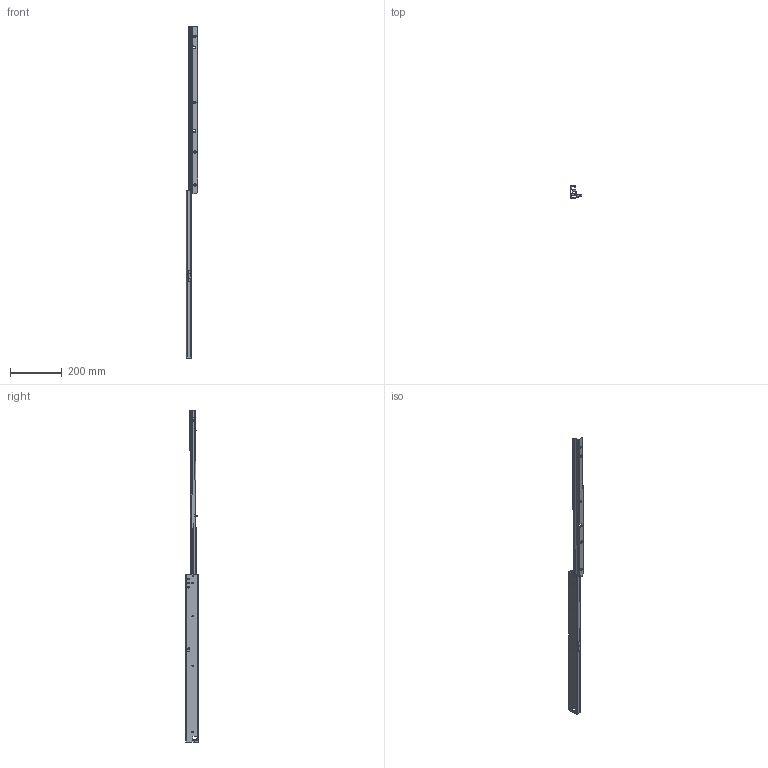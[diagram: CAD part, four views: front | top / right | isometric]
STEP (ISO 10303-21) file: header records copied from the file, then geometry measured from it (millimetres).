
FILE_DESCRIPTION (( 'STEP AP214' ), '1' );
FILE_NAME ('FR_7075.0650mm_26inch_open_left.STEP', '2022-11-21T10:28:10', ( '' ), ( '' ), 'SwSTEP 2.0', 'SolidWorks 2020', '' );
FILE_SCHEMA (( 'AUTOMOTIVE_DESIGN' ));
Length unit declared in the file: millimetre
Products named in the file (5): FR_7075.0650mm_26inch_open_left; 7075.XXX-01.0000_NL 650; 7100.XXX-03.S143_NL 650
Assembly tree (4 placements, depth 3):
  FR_7075.0650mm_26inch_open_left
    7075.XXX-01.0000_NL 650
      7075.XXX-01.0000_NL 650
    7100.XXX-03.S143_NL 650
      7100.XXX-03.S143_NL 650
Bounding box: 44.3 x 50.2 x 1285.02 mm (x, y, z)
Volume: 200614.2 mm3; surface area: 182371.8 mm2
Topology: 2 solids, 2 shells, 452 faces, 1171 edges, 712 vertices
Faces by surface type: plane 185, cylinder 174, bspline 56, cone 29, sphere 6, torus 2
Entity records: 15846 total; most frequent: CARTESIAN_POINT 4480, ORIENTED_EDGE 2330, DIRECTION 2101, EDGE_CURVE 1165, AXIS2_PLACEMENT_3D 738, VERTEX_POINT 712, VECTOR 625, LINE 625
